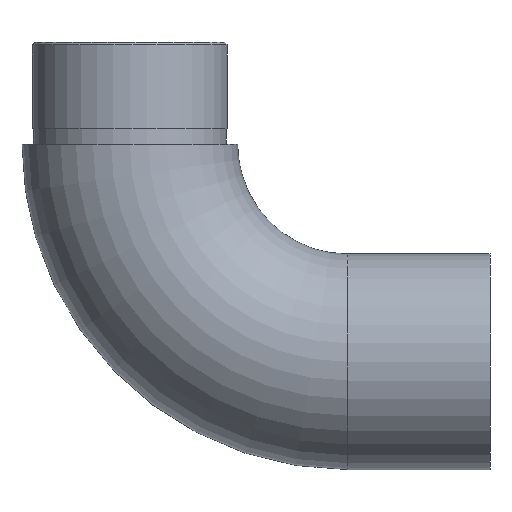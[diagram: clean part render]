
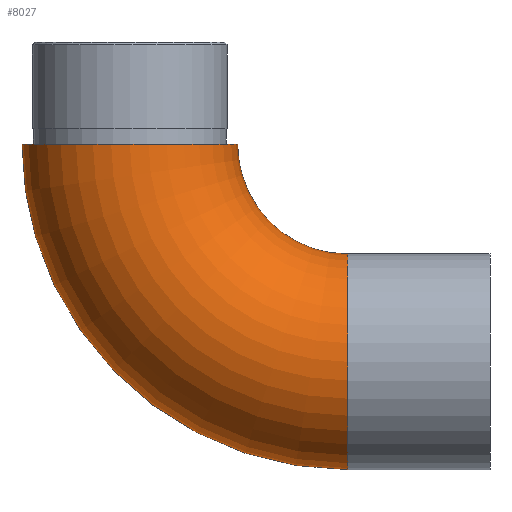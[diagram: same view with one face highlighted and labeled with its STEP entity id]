
A CAD part, left-side view. The second image highlights one B-rep face of the part: STEP entity #8027.
In plain terms, the highlighted toroidal (fillet/blend) face has major radius 42.8 mm and minor radius 21.2 mm.
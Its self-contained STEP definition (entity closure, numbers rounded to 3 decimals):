
#96 = CARTESIAN_POINT ( 'NONE',  ( 0., 28., 21.2 ) ) ;
#487 = FACE_OUTER_BOUND ( 'NONE', #9450, .T. ) ;
#852 = EDGE_CURVE ( 'NONE', #11018, #11018, #4702, .T. ) ;
#1657 = FACE_OUTER_BOUND ( 'NONE', #10349, .T. ) ;
#1908 = DIRECTION ( 'NONE',  ( 0., -1., 0. ) ) ;
#2883 = ORIENTED_EDGE ( 'NONE', *, *, #852, .T. ) ;
#4341 = DIRECTION ( 'NONE',  ( 0., 0., -1. ) ) ;
#4702 = CIRCLE ( 'NONE', #11939, 21.2 ) ;
#5282 = CARTESIAN_POINT ( 'NONE',  ( 0., 70.8, 42.8 ) ) ;
#5338 = VERTEX_POINT ( 'NONE', #12406 ) ;
#5596 = DIRECTION ( 'NONE',  ( 1., 0., 0. ) ) ;
#5989 = TOROIDAL_SURFACE ( 'NONE', #8183, 42.8, 21.2 ) ;
#6229 = CARTESIAN_POINT ( 'NONE',  ( 0., 28., 0. ) ) ;
#6697 = CARTESIAN_POINT ( 'NONE',  ( 0., 28., 42.8 ) ) ;
#8027 = ADVANCED_FACE ( 'NONE', ( #1657, #487 ), #5989, .T. ) ;
#8183 = AXIS2_PLACEMENT_3D ( 'NONE', #6697, #5596, #4341 ) ;
#8887 = EDGE_CURVE ( 'NONE', #5338, #5338, #11488, .T. ) ;
#9167 = DIRECTION ( 'NONE',  ( 0., 1., 0. ) ) ;
#9450 = EDGE_LOOP ( 'NONE', ( #13425 ) ) ;
#10263 = DIRECTION ( 'NONE',  ( 0., 0., 1. ) ) ;
#10349 = EDGE_LOOP ( 'NONE', ( #2883 ) ) ;
#10589 = AXIS2_PLACEMENT_3D ( 'NONE', #5282, #13943, #1908 ) ;
#11018 = VERTEX_POINT ( 'NONE', #96 ) ;
#11488 = CIRCLE ( 'NONE', #10589, 21.2 ) ;
#11939 = AXIS2_PLACEMENT_3D ( 'NONE', #6229, #9167, #10263 ) ;
#12406 = CARTESIAN_POINT ( 'NONE',  ( 0., 49.6, 42.8 ) ) ;
#13425 = ORIENTED_EDGE ( 'NONE', *, *, #8887, .F. ) ;
#13943 = DIRECTION ( 'NONE',  ( 0., 0., 1. ) ) ;
